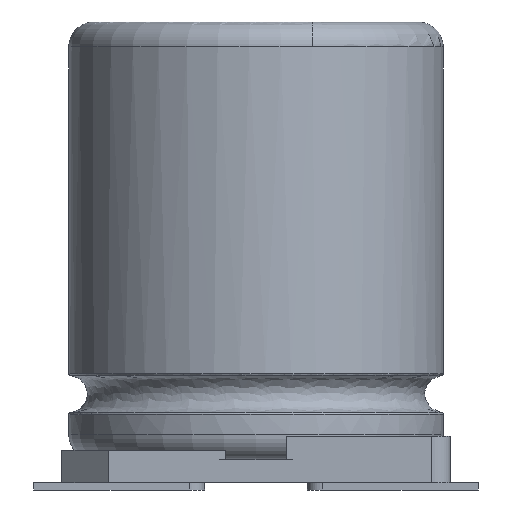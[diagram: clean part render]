
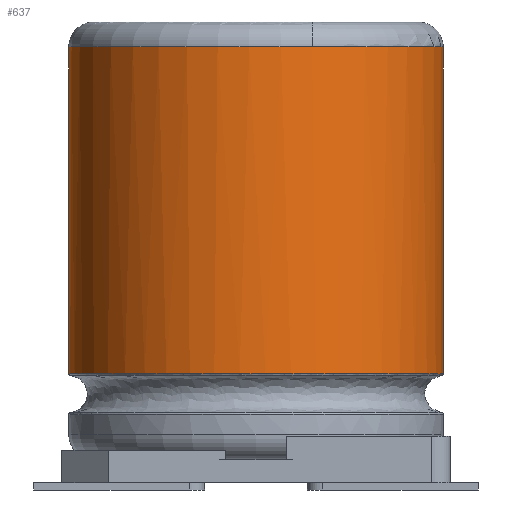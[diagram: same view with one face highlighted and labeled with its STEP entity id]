
A CAD part, front view. The second image highlights one B-rep face of the part: STEP entity #637.
In plain terms, the highlighted cylindrical face has radius 4 mm (diameter 8 mm), a full revolution.
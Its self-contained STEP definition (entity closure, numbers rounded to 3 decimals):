
#13=DIRECTION('',(0.,0.,1.));
#28=VECTOR('',#13,1.);
#34=DIRECTION('',(0.,0.,-1.));
#35=DIRECTION('',(-1.,0.,0.));
#420=VERTEX_POINT('',#421);
#421=CARTESIAN_POINT('',(-4.,0.,2.488));
#424=ORIENTED_EDGE('',*,*,#425,.T.);
#425=EDGE_CURVE('',#420,#420,#426,.T.);
#426=( BOUNDED_CURVE() B_SPLINE_CURVE(13,(#421,#427,#428,#429,#430,#431,#432,#433,#434,#435,#436,#437,#438,#439),.UNSPECIFIED.,.T.,.F.) B_SPLINE_CURVE_WITH_KNOTS((14,14),(0.,25.133),.PIECEWISE_BEZIER_KNOTS.) CURVE() GEOMETRIC_REPRESENTATION_ITEM() RATIONAL_B_SPLINE_CURVE((1.,1.,1.,1.,1.,1.,1.,1.,1.,1.,1.,1.,1.,1.)) REPRESENTATION_ITEM('') );
#427=CARTESIAN_POINT('',(-4.,1.905,2.488));
#428=CARTESIAN_POINT('',(-3.015,3.855,2.488));
#429=CARTESIAN_POINT('',(-0.989,5.248,2.488));
#430=CARTESIAN_POINT('',(1.8,5.462,2.488));
#431=CARTESIAN_POINT('',(4.209,3.977,2.488));
#432=CARTESIAN_POINT('',(5.976,1.808,2.488));
#433=CARTESIAN_POINT('',(5.976,-1.808,2.488));
#434=CARTESIAN_POINT('',(4.209,-3.977,2.488));
#435=CARTESIAN_POINT('',(1.8,-5.462,2.488));
#436=CARTESIAN_POINT('',(-0.989,-5.248,2.488));
#437=CARTESIAN_POINT('',(-3.015,-3.855,2.488));
#438=CARTESIAN_POINT('',(-4.,-1.905,2.488));
#439=CARTESIAN_POINT('',(-4.,0.,2.488));
#637=ADVANCED_FACE('',(#638),#664,.T.);
#638=FACE_BOUND('',#639,.F.);
#639=EDGE_LOOP('',(#640,#646,#653,#657,#661,#663,#424));
#640=ORIENTED_EDGE('',*,*,#641,.T.);
#641=EDGE_CURVE('',#420,#642,#644,.T.);
#642=VERTEX_POINT('',#643);
#643=CARTESIAN_POINT('',(-4.,0.,9.467));
#644=LINE('',#645,#28);
#645=CARTESIAN_POINT('',(-4.,0.,2.45));
#646=ORIENTED_EDGE('',*,*,#647,.F.);
#647=EDGE_CURVE('',#648,#642,#650,.T.);
#648=VERTEX_POINT('',#649);
#649=CARTESIAN_POINT('',(1.2,-3.816,9.467));
#650=CIRCLE('',#651,4.);
#651=AXIS2_PLACEMENT_3D('',#652,#34,#35);
#652=CARTESIAN_POINT('',(0.,0.,9.467));
#653=ORIENTED_EDGE('',*,*,#654,.F.);
#654=EDGE_CURVE('',#655,#648,#650,.T.);
#655=VERTEX_POINT('',#656);
#656=CARTESIAN_POINT('',(4.,0.,9.467));
#657=ORIENTED_EDGE('',*,*,#658,.F.);
#658=EDGE_CURVE('',#659,#655,#650,.T.);
#659=VERTEX_POINT('',#660);
#660=CARTESIAN_POINT('',(1.2,3.816,9.467));
#661=ORIENTED_EDGE('',*,*,#662,.F.);
#662=EDGE_CURVE('',#642,#659,#650,.T.);
#663=ORIENTED_EDGE('',*,*,#641,.F.);
#664=CYLINDRICAL_SURFACE('',#665,4.);
#665=AXIS2_PLACEMENT_3D('',#666,#13,#35);
#666=CARTESIAN_POINT('',(0.,0.,2.45));
